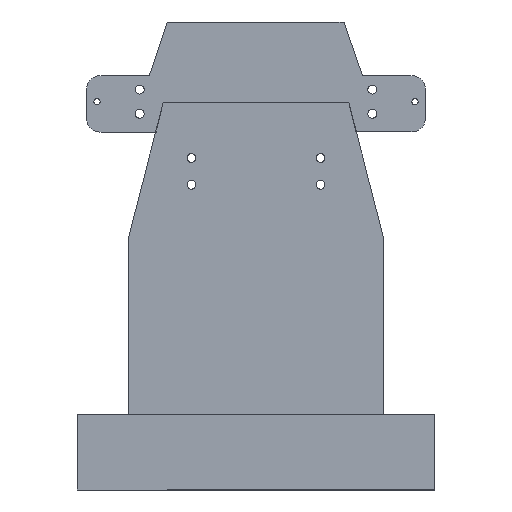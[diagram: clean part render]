
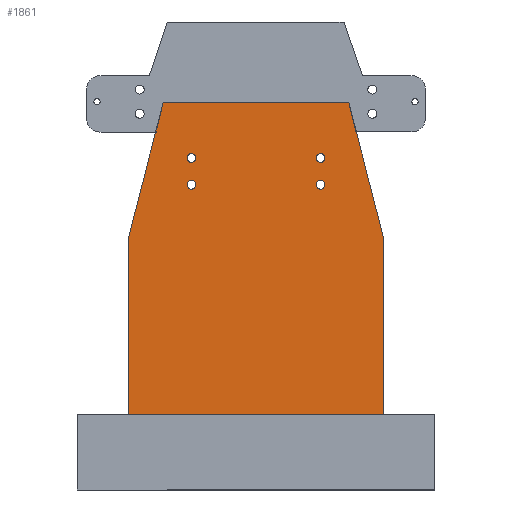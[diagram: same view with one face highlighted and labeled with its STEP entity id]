
A CAD part, front view. The second image highlights one B-rep face of the part: STEP entity #1861.
In plain terms, the highlighted planar face has unit normal (0, -1, 0).
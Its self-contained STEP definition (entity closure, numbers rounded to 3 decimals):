
#51=FACE_BOUND('',#270,.T.);
#52=FACE_BOUND('',#271,.T.);
#53=FACE_BOUND('',#272,.T.);
#54=FACE_BOUND('',#273,.T.);
#160=FACE_OUTER_BOUND('',#269,.T.);
#269=EDGE_LOOP('',(#1583,#1584,#1585,#1586,#1587,#1588));
#270=EDGE_LOOP('',(#1589));
#271=EDGE_LOOP('',(#1590));
#272=EDGE_LOOP('',(#1591));
#273=EDGE_LOOP('',(#1592));
#335=CIRCLE('',#1985,1.65);
#337=CIRCLE('',#1988,1.65);
#339=CIRCLE('',#1991,1.65);
#341=CIRCLE('',#1994,1.65);
#511=LINE('',#2957,#718);
#514=LINE('',#2962,#721);
#516=LINE('',#2966,#723);
#518=LINE('',#2970,#725);
#520=LINE('',#2974,#727);
#522=LINE('',#2977,#729);
#718=VECTOR('',#2420,10.);
#721=VECTOR('',#2425,10.);
#723=VECTOR('',#2429,10.);
#725=VECTOR('',#2433,10.);
#727=VECTOR('',#2437,10.);
#729=VECTOR('',#2441,10.);
#837=VERTEX_POINT('',#2776);
#839=VERTEX_POINT('',#2782);
#841=VERTEX_POINT('',#2788);
#843=VERTEX_POINT('',#2794);
#898=VERTEX_POINT('',#2955);
#899=VERTEX_POINT('',#2956);
#900=VERTEX_POINT('',#2961);
#901=VERTEX_POINT('',#2965);
#902=VERTEX_POINT('',#2969);
#903=VERTEX_POINT('',#2973);
#1041=EDGE_CURVE('',#837,#837,#335,.T.);
#1044=EDGE_CURVE('',#839,#839,#337,.T.);
#1047=EDGE_CURVE('',#841,#841,#339,.T.);
#1050=EDGE_CURVE('',#843,#843,#341,.T.);
#1129=EDGE_CURVE('',#898,#899,#511,.T.);
#1132=EDGE_CURVE('',#898,#900,#514,.T.);
#1134=EDGE_CURVE('',#901,#900,#516,.T.);
#1136=EDGE_CURVE('',#902,#901,#518,.T.);
#1138=EDGE_CURVE('',#903,#902,#520,.T.);
#1140=EDGE_CURVE('',#899,#903,#522,.T.);
#1583=ORIENTED_EDGE('',*,*,#1140,.F.);
#1584=ORIENTED_EDGE('',*,*,#1129,.F.);
#1585=ORIENTED_EDGE('',*,*,#1132,.T.);
#1586=ORIENTED_EDGE('',*,*,#1134,.F.);
#1587=ORIENTED_EDGE('',*,*,#1136,.F.);
#1588=ORIENTED_EDGE('',*,*,#1138,.F.);
#1589=ORIENTED_EDGE('',*,*,#1041,.T.);
#1590=ORIENTED_EDGE('',*,*,#1044,.T.);
#1591=ORIENTED_EDGE('',*,*,#1047,.T.);
#1592=ORIENTED_EDGE('',*,*,#1050,.T.);
#1778=PLANE('',#2026);
#1861=ADVANCED_FACE('',(#160,#51,#52,#53,#54),#1778,.F.);
#1985=AXIS2_PLACEMENT_3D('',#2778,#2267,#2268);
#1988=AXIS2_PLACEMENT_3D('',#2784,#2274,#2275);
#1991=AXIS2_PLACEMENT_3D('',#2790,#2281,#2282);
#1994=AXIS2_PLACEMENT_3D('',#2796,#2288,#2289);
#2026=AXIS2_PLACEMENT_3D('',#2978,#2442,#2443);
#2267=DIRECTION('center_axis',(0.,1.,0.));
#2268=DIRECTION('ref_axis',(-1.,0.,0.));
#2274=DIRECTION('center_axis',(0.,1.,0.));
#2275=DIRECTION('ref_axis',(-1.,0.,0.));
#2281=DIRECTION('center_axis',(0.,1.,0.));
#2282=DIRECTION('ref_axis',(-1.,0.,0.));
#2288=DIRECTION('center_axis',(0.,1.,0.));
#2289=DIRECTION('ref_axis',(-1.,0.,0.));
#2420=DIRECTION('',(0.,0.,-1.));
#2425=DIRECTION('',(-0.249,0.,0.968));
#2429=DIRECTION('',(1.,0.,0.));
#2433=DIRECTION('',(0.249,0.,0.968));
#2437=DIRECTION('',(0.,0.,1.));
#2441=DIRECTION('',(-1.,0.,0.));
#2442=DIRECTION('center_axis',(0.,1.,0.));
#2443=DIRECTION('ref_axis',(1.,0.,0.));
#2776=CARTESIAN_POINT('',(-22.35,0.,62.74));
#2778=CARTESIAN_POINT('Origin',(-24.,0.,62.74));
#2782=CARTESIAN_POINT('',(25.65,0.,52.74));
#2784=CARTESIAN_POINT('Origin',(24.,0.,52.74));
#2788=CARTESIAN_POINT('',(-22.35,0.,52.74));
#2790=CARTESIAN_POINT('Origin',(-24.,0.,52.74));
#2794=CARTESIAN_POINT('',(25.65,0.,62.74));
#2796=CARTESIAN_POINT('Origin',(24.,0.,62.74));
#2955=CARTESIAN_POINT('',(47.5,0.,32.75));
#2956=CARTESIAN_POINT('',(47.5,0.,-32.75));
#2957=CARTESIAN_POINT('',(47.5,0.,32.75));
#2961=CARTESIAN_POINT('',(34.5,0.,83.25));
#2962=CARTESIAN_POINT('',(47.5,0.,32.75));
#2965=CARTESIAN_POINT('',(-34.5,0.,83.25));
#2966=CARTESIAN_POINT('',(-34.5,0.,83.25));
#2969=CARTESIAN_POINT('',(-47.5,0.,32.75));
#2970=CARTESIAN_POINT('',(-47.5,0.,32.75));
#2973=CARTESIAN_POINT('',(-47.5,0.,-32.75));
#2974=CARTESIAN_POINT('',(-47.5,0.,-32.75));
#2977=CARTESIAN_POINT('',(47.5,0.,-32.75));
#2978=CARTESIAN_POINT('Origin',(0.,0.,25.25));
